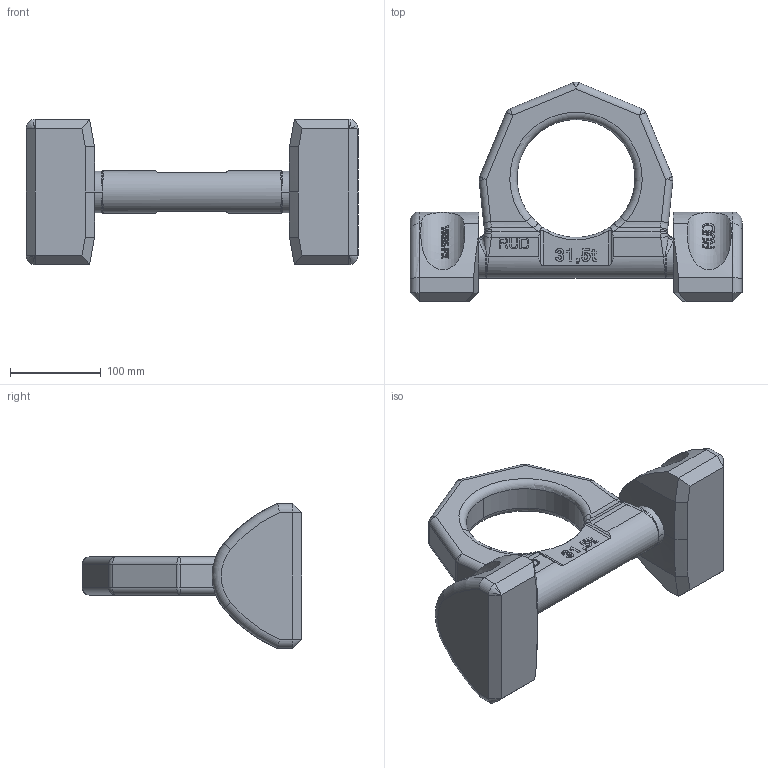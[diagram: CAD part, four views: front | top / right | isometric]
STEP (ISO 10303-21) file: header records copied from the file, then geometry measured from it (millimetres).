
FILE_DESCRIPTION((''),'2;1');
FILE_NAME('001-M33752-P1_ASM','2019-02-01T',('anja.joas'),(''),'PRO/ENGINEER BY PARAMETRIC TECHNOLOGY CORPORATION, 2011490','PRO/ENGINEER BY PARAMETRIC TECHNOLOGY CORPORATION, 2011490','');
FILE_SCHEMA(('CONFIG_CONTROL_DESIGN'));
Length unit declared in the file: millimetre
Products named in the file (3): 001-M33752-P10; 001-M35244-P-1; 001-M33752-P1_ASM
Assembly tree (3 placements, depth 2):
  001-M33752-P1_ASM
    001-M33752-P10  x2
    001-M35244-P-1
Bounding box: 366 x 242.32 x 160 mm (x, y, z)
Volume: 2714840.3 mm3; surface area: 224744.6 mm2
Topology: 3 solids, 3 shells, 1064 faces, 2895 edges, 1885 vertices
Faces by surface type: plane 777, extrusion 96, cylinder 67, bspline 56, torus 50, sphere 10, cone 8
Entity records: 27853 total; most frequent: CARTESIAN_POINT 9474, ORIENTED_EDGE 4240, DIRECTION 3033, EDGE_CURVE 2120, VERTEX_POINT 1376, VECTOR 1267, LINE 1171, AXIS2_PLACEMENT_3D 883
